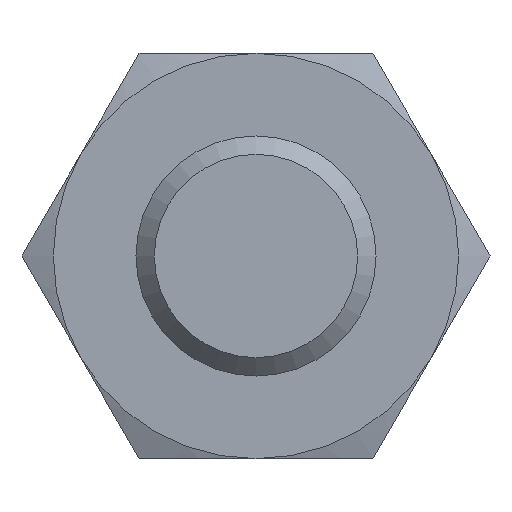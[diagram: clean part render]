
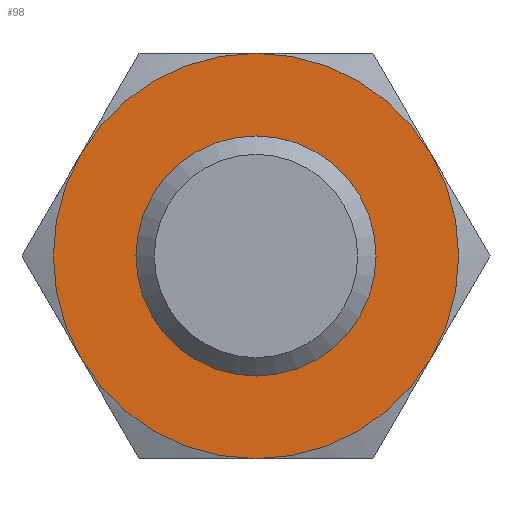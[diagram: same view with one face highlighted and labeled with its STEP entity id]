
A CAD part, front view. The second image highlights one B-rep face of the part: STEP entity #98.
In plain terms, the highlighted planar face has unit normal (0, -1, 0).
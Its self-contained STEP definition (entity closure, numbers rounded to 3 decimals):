
#98 = ADVANCED_FACE( '', ( #197, #198 ), #199, .F. );
#197 = FACE_BOUND( '', #289, .T. );
#198 = FACE_OUTER_BOUND( '', #290, .T. );
#199 = PLANE( '', #291 );
#289 = EDGE_LOOP( '', ( #477 ) );
#290 = EDGE_LOOP( '', ( #478, #479, #480, #481, #482, #483 ) );
#291 = AXIS2_PLACEMENT_3D( '', #484, #485, #486 );
#477 = ORIENTED_EDGE( '', *, *, #566, .F. );
#478 = ORIENTED_EDGE( '', *, *, #551, .T. );
#479 = ORIENTED_EDGE( '', *, *, #501, .T. );
#480 = ORIENTED_EDGE( '', *, *, #527, .T. );
#481 = ORIENTED_EDGE( '', *, *, #554, .T. );
#482 = ORIENTED_EDGE( '', *, *, #520, .T. );
#483 = ORIENTED_EDGE( '', *, *, #514, .T. );
#484 = CARTESIAN_POINT( '', ( 13.5, 0., 0. ) );
#485 = DIRECTION( '', ( 0., 1., 0. ) );
#486 = DIRECTION( '', ( 0., 0., 1. ) );
#501 = EDGE_CURVE( '', #578, #579, #580, .T. );
#514 = EDGE_CURVE( '', #598, #599, #600, .T. );
#520 = EDGE_CURVE( '', #605, #598, #609, .T. );
#527 = EDGE_CURVE( '', #579, #618, #619, .T. );
#551 = EDGE_CURVE( '', #599, #578, #653, .T. );
#554 = EDGE_CURVE( '', #618, #605, #656, .T. );
#566 = EDGE_CURVE( '', #669, #669, #670, .T. );
#578 = VERTEX_POINT( '', #682 );
#579 = VERTEX_POINT( '', #683 );
#580 = CIRCLE( '', #684, 13.5 );
#598 = VERTEX_POINT( '', #729 );
#599 = VERTEX_POINT( '', #730 );
#600 = CIRCLE( '', #731, 13.5 );
#605 = VERTEX_POINT( '', #746 );
#609 = CIRCLE( '', #760, 13.5 );
#618 = VERTEX_POINT( '', #774 );
#619 = CIRCLE( '', #775, 13.5 );
#653 = CIRCLE( '', #866, 13.5 );
#656 = CIRCLE( '', #874, 13.5 );
#669 = VERTEX_POINT( '', #898 );
#670 = CIRCLE( '', #899, 6.5 );
#682 = CARTESIAN_POINT( '', ( 11.691, 0., -6.75 ) );
#683 = CARTESIAN_POINT( '', ( 11.691, 0., 6.75 ) );
#684 = AXIS2_PLACEMENT_3D( '', #912, #913, #914 );
#729 = CARTESIAN_POINT( '', ( -11.691, 0., -6.75 ) );
#730 = CARTESIAN_POINT( '', ( 0., 0., -13.5 ) );
#731 = AXIS2_PLACEMENT_3D( '', #920, #921, #922 );
#746 = CARTESIAN_POINT( '', ( -11.691, 0., 6.75 ) );
#760 = AXIS2_PLACEMENT_3D( '', #923, #924, #925 );
#774 = CARTESIAN_POINT( '', ( 0., 0., 13.5 ) );
#775 = AXIS2_PLACEMENT_3D( '', #932, #933, #934 );
#866 = AXIS2_PLACEMENT_3D( '', #946, #947, #948 );
#874 = AXIS2_PLACEMENT_3D( '', #949, #950, #951 );
#898 = CARTESIAN_POINT( '', ( 0., 0., -6.5 ) );
#899 = AXIS2_PLACEMENT_3D( '', #962, #963, #964 );
#912 = CARTESIAN_POINT( '', ( 0., 0., 0. ) );
#913 = DIRECTION( '', ( 0., -1., 0. ) );
#914 = DIRECTION( '', ( 0., 0., -1. ) );
#920 = CARTESIAN_POINT( '', ( 0., 0., 0. ) );
#921 = DIRECTION( '', ( 0., -1., 0. ) );
#922 = DIRECTION( '', ( 0., 0., -1. ) );
#923 = CARTESIAN_POINT( '', ( 0., 0., 0. ) );
#924 = DIRECTION( '', ( 0., -1., 0. ) );
#925 = DIRECTION( '', ( 0., 0., -1. ) );
#932 = CARTESIAN_POINT( '', ( 0., 0., 0. ) );
#933 = DIRECTION( '', ( 0., -1., 0. ) );
#934 = DIRECTION( '', ( 0., 0., -1. ) );
#946 = CARTESIAN_POINT( '', ( 0., 0., 0. ) );
#947 = DIRECTION( '', ( 0., -1., 0. ) );
#948 = DIRECTION( '', ( 0., 0., -1. ) );
#949 = CARTESIAN_POINT( '', ( 0., 0., 0. ) );
#950 = DIRECTION( '', ( 0., -1., 0. ) );
#951 = DIRECTION( '', ( 0., 0., -1. ) );
#962 = CARTESIAN_POINT( '', ( 0., 0., 0. ) );
#963 = DIRECTION( '', ( 0., -1., 0. ) );
#964 = DIRECTION( '', ( 0., 0., -1. ) );
